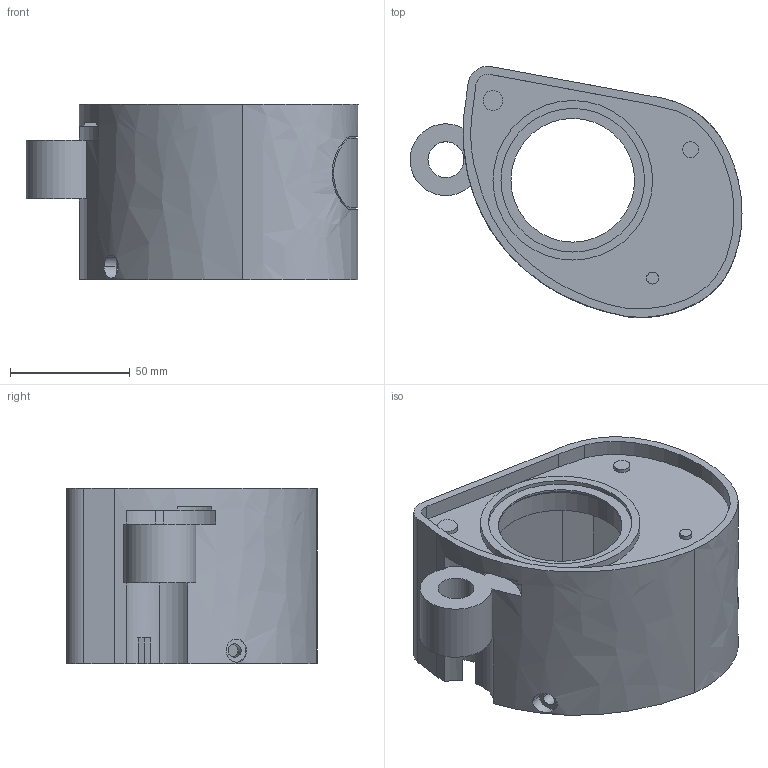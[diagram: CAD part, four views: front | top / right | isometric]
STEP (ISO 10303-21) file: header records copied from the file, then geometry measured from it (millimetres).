
FILE_DESCRIPTION (( 'STEP AP214' ), '1' );
FILE_NAME ('eye-front-left.STEP', '2024-04-23T17:27:34', ( '' ), ( '' ), 'SwSTEP 2.0', 'SolidWorks 2023', '' );
FILE_SCHEMA (( 'AUTOMOTIVE_DESIGN' ));
Length unit declared in the file: millimetre
Products named in the file (1): eye-front-left
Bounding box: 138.67 x 104.86 x 73.33 mm (x, y, z)
Volume: 206296.3 mm3; surface area: 73364.7 mm2
Topology: 1 solids, 1 shells, 116 faces, 300 edges, 194 vertices
Faces by surface type: plane 64, cylinder 34, bspline 14, cone 4
Entity records: 5273 total; most frequent: CARTESIAN_POINT 2481, ORIENTED_EDGE 600, DIRECTION 524, EDGE_CURVE 300, VERTEX_POINT 194, LINE 186, VECTOR 186, AXIS2_PLACEMENT_3D 169
